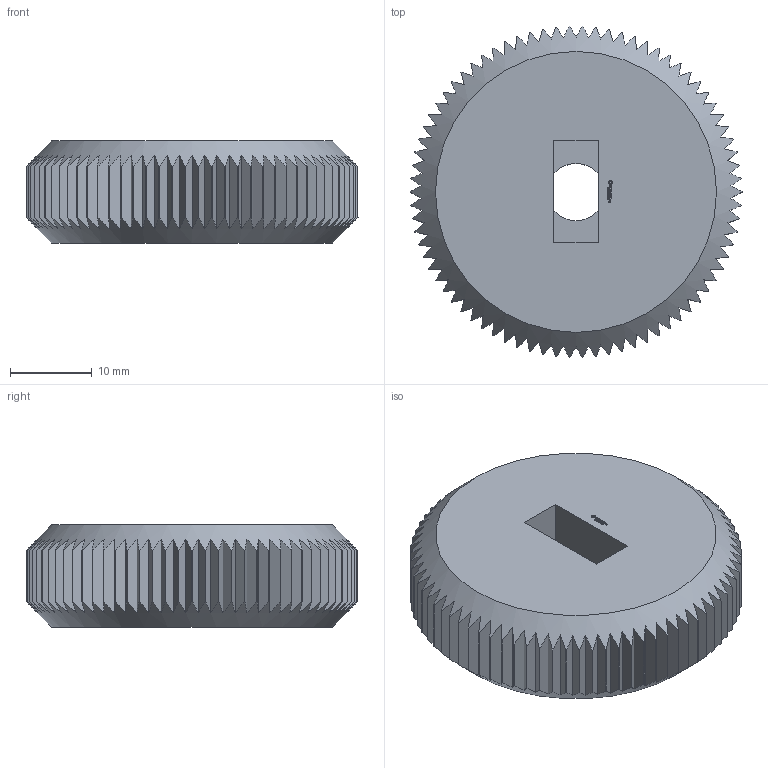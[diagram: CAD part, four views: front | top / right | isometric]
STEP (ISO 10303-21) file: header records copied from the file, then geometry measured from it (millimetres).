
FILE_DESCRIPTION(('FreeCAD Model'),'2;1');
FILE_NAME('Open CASCADE Shape Model','2024-01-03T18:22:45',(''),(''), 'Open CASCADE STEP processor 7.6','FreeCAD','Unknown');
FILE_SCHEMA(('AUTOMOTIVE_DESIGN { 1 0 10303 214 1 1 1 1 }'));
Products named in the file (1): Knob KNR BVD SCR ISR BU01.00x03.25 - SPN-KNB-0008 (stemfie.org)
Bounding box: 40.62 x 40.59 x 12.5 mm (x, y, z)
Volume: 13675.6 mm3; surface area: 4891.5 mm2
Topology: 1 solids, 1 shells, 745 faces, 2118 edges, 1410 vertices
Faces by surface type: plane 471, extrusion 190, cylinder 80, cone 4
Entity records: 53058 total; most frequent: CARTESIAN_POINT 12002, DIRECTION 7058, VECTOR 4666, LINE 4476, ORIENTED_EDGE 4236, PCURVE 4236, DEFINITIONAL_REPRESENTATION 4236, EDGE_CURVE 2118
